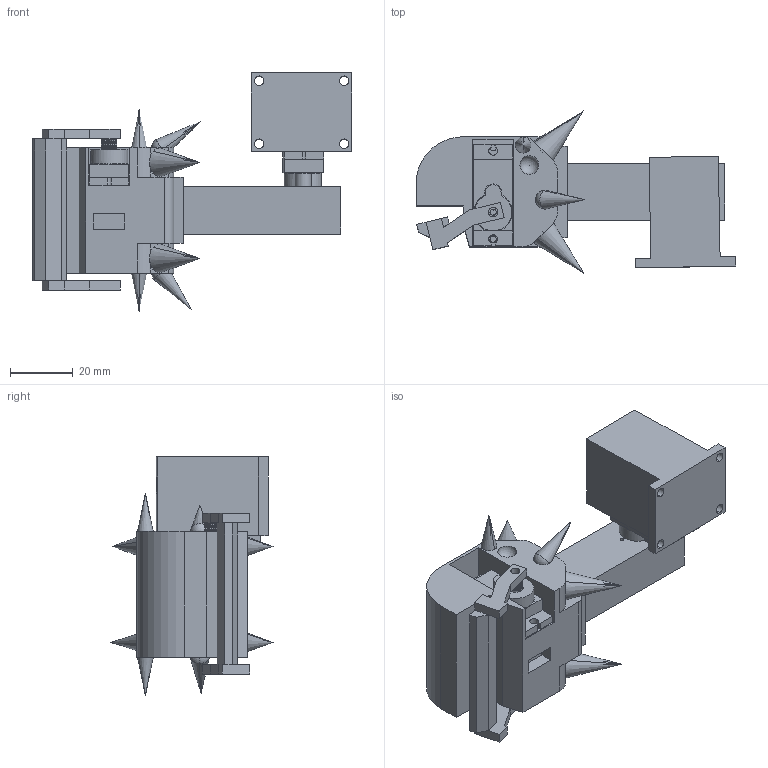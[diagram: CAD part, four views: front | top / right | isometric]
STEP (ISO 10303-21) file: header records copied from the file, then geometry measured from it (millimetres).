
FILE_DESCRIPTION (( 'STEP AP214' ), '1' );
FILE_NAME ('Assem1.STEP', '2024-05-19T18:44:56', ( '' ), ( '' ), 'SwSTEP 2.0', 'SolidWorks 2020', '' );
FILE_SCHEMA (( 'AUTOMOTIVE_DESIGN' ));
Length unit declared in the file: millimetre
Products named in the file (9): MG90S Servo Motor.stp; Assem1; Part10; Part11; Part23; Part12; Part20; Part19; Part22
Assembly tree (13 placements, depth 2):
  Assem1
    Part12
    MG90S Servo Motor.stp  x2
    Part23
    Part22  x2
    Part19  x2
    Part10
    Part11  x3
    Part20
Bounding box: 101.63 x 51.46 x 75.7 mm (x, y, z)
Volume: 88476.3 mm3; surface area: 31690.1 mm2
Topology: 55 solids, 55 shells, 778 faces, 1938 edges, 1257 vertices
Faces by surface type: cylinder 335, plane 242, cone 100, bspline 84, sphere 9, torus 8
Entity records: 15182 total; most frequent: CARTESIAN_POINT 3383, DIRECTION 2347, ORIENTED_EDGE 2314, EDGE_CURVE 1157, AXIS2_PLACEMENT_3D 891, VERTEX_POINT 763, LINE 565, VECTOR 565
